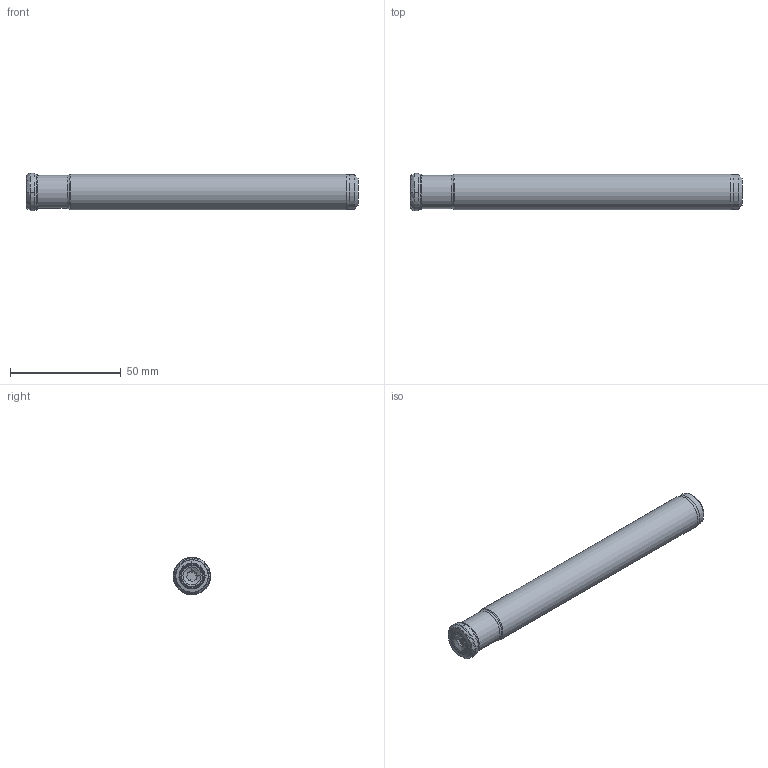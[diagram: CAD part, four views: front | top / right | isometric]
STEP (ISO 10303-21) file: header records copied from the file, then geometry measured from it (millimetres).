
FILE_DESCRIPTION(/* description */ (''),/* implementation_level */ '2;1');
FILE_NAME(/* name */ 'AHFM-WO04T2D-D17-C16-L150-Z02.stp',/* time_stamp */ '2023-10-31T14:29:01+03:00',/* author */ (''),/* organization */ (''),/* preprocessor_version */ 'ST-DEVELOPER v19.4',/* originating_system */ 'SIEMENS PLM Software NX2306.5001',/* authorisation */ '');
FILE_SCHEMA (('AUTOMOTIVE_DESIGN { 1 0 10303 214 3 1 1 1 }'));
Length unit declared in the file: millimetre
Products named in the file (1): AHFM-WO04T2D-D17-C16-L150-Z02-LIGHT_x_t_objects
Bounding box: 150 x 16.98 x 16.95 mm (x, y, z)
Volume: 30712 mm3; surface area: 8517.8 mm2
Topology: 2 solids, 2 shells, 52 faces, 100 edges, 51 vertices
Faces by surface type: bspline 28, torus 9, plane 5, revolution 4, cylinder 3, cone 3
Full cylindrical faces by diameter (mm): 15 x1, 15.5 x1, 16 x1
Entity records: 1518 total; most frequent: CARTESIAN_POINT 583, DIRECTION 184, ORIENTED_EDGE 162, EDGE_CURVE 81, AXIS2_PLACEMENT_3D 78, EDGE_LOOP 72, CIRCLE 57, ADVANCED_FACE 52
